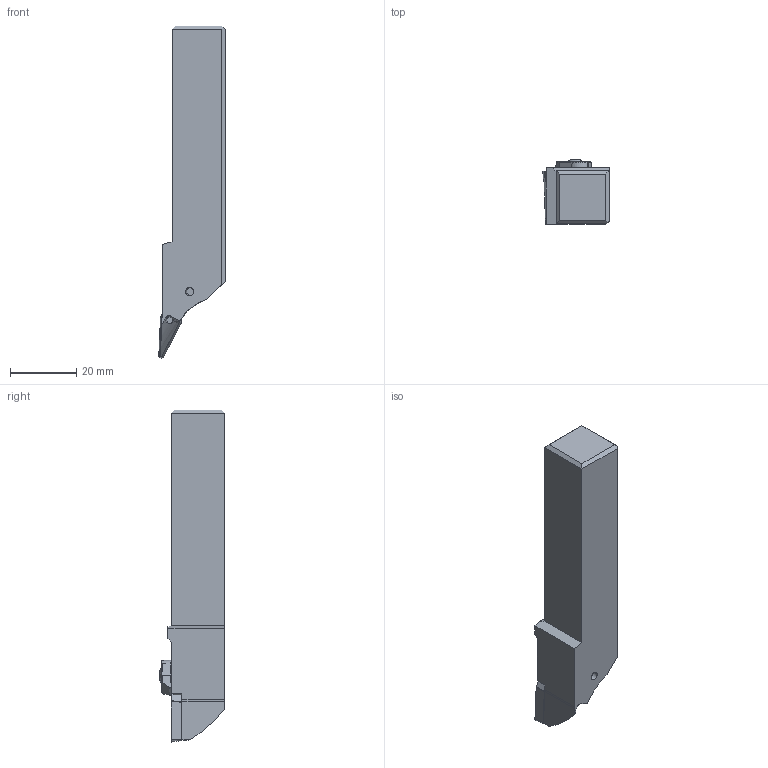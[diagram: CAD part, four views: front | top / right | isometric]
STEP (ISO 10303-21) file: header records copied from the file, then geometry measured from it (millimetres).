
FILE_DESCRIPTION(/* description */ (''),/* implementation_level */ '2;1');
FILE_NAME(/* name */ 'SXZCR1616H15_MR0_8.stp',/* time_stamp */ '2023-02-09T12:51:25+09:00',/* author */ (''),/* organization */ (''),/* preprocessor_version */ 'ST-DEVELOPER v16',/* originating_system */ 'SIEMENS PLM Software NX 10.0',/* authorisation */ '');
FILE_SCHEMA (('AUTOMOTIVE_DESIGN { 1 0 10303 214 3 1 1 1 }'));
Length unit declared in the file: millimetre
Products named in the file (1): SXZCR1616H15_MR0_8_ASM
Bounding box: 20 x 19.51 x 100 mm (x, y, z)
Volume: 22788.2 mm3; surface area: 7239.7 mm2
Topology: 2 solids, 2 shells, 183 faces, 532 edges, 369 vertices
Faces by surface type: cylinder 77, plane 70, cone 21, torus 11, sphere 2, bspline 2
Entity records: 7883 total; most frequent: CARTESIAN_POINT 1657, DIRECTION 1081, ORIENTED_EDGE 1032, EDGE_CURVE 516, AXIS2_PLACEMENT_3D 426, VERTEX_POINT 348, LINE 229, VECTOR 229
